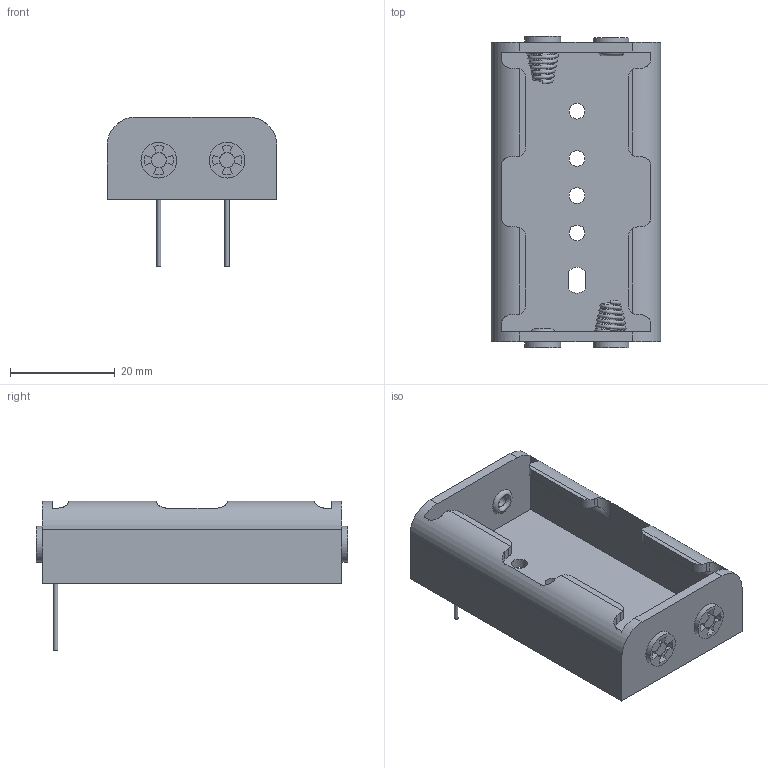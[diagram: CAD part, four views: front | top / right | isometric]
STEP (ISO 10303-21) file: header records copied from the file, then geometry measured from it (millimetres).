
FILE_DESCRIPTION(/* description */ ('Unknown','CAx-IF Rec.Pracs.---Representation and Presentation of Product Manufacturing Information (PMI)---4.0---2014-10-13','CAx-IF Rec.Pracs.---3D Tessellated Geometry---0.4---2014-09-14','2;1'),/* implementation_level */ '2;1');
FILE_NAME(/* name */ '12BH321P-GR',/* time_stamp */ '2022-12-14T08:32:38+02:00',/* author */ ('Unknown'),/* organization */ ('Unknown'),/* preprocessor_version */ 'ST-DEVELOPER v18.102',/* originating_system */ 'Solid Edge',/* authorisation */ 'Unknown');
FILE_SCHEMA (('AP242_MANAGED_MODEL_BASED_3D_ENGINEERING_MIM_LF { 1 0 10303 442 1 1 4 }'));
Length unit declared in the file: millimetre
Products named in the file (1): 12BH321P-GR
Bounding box: 32.38 x 59.29 x 28.51 mm (x, y, z)
Volume: 8221.6 mm3; surface area: 9573.5 mm2
Topology: 1 solids, 1 shells, 162 faces, 422 edges, 275 vertices
Faces by surface type: plane 85, cylinder 71, torus 4, bspline 2
Full cylindrical faces by diameter (mm): 0.8 x2, 2.324 x1, 3 x4, 6.817 x4
Entity records: 7938 total; most frequent: CARTESIAN_POINT 2844, DIRECTION 834, ORIENTED_EDGE 792, EDGE_CURVE 396, AXIS2_PLACEMENT_3D 310, VERTEX_POINT 266, LINE 214, VECTOR 214
